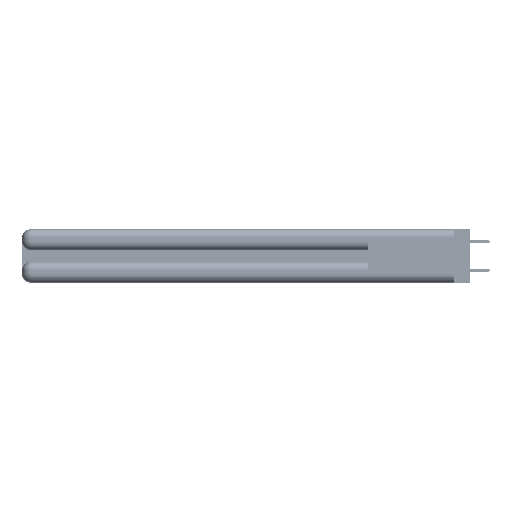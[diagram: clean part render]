
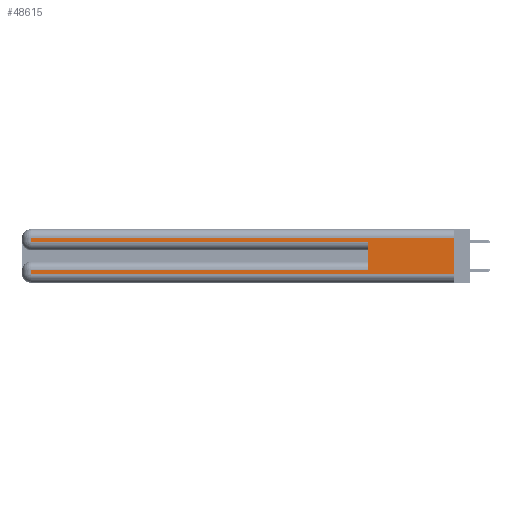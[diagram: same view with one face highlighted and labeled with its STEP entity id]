
A CAD part, left-side view. The second image highlights one B-rep face of the part: STEP entity #48615.
In plain terms, the highlighted planar face has unit normal (-1, 0, 0).
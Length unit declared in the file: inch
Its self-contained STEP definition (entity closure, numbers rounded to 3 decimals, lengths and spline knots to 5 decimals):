
#714 = VERTEX_POINT ( 'NONE', #7940 ) ;
#1344 = VERTEX_POINT ( 'NONE', #32717 ) ;
#1443 = DIRECTION ( 'NONE',  ( 0., 0., -1. ) ) ;
#1565 = VERTEX_POINT ( 'NONE', #50830 ) ;
#2714 = VERTEX_POINT ( 'NONE', #25610 ) ;
#4509 = CARTESIAN_POINT ( 'NONE',  ( 0., 0., 0.37 ) ) ;
#5230 = PLANE ( 'NONE',  #15423 ) ;
#5745 = VERTEX_POINT ( 'NONE', #12039 ) ;
#6449 = DIRECTION ( 'NONE',  ( 0., 0., -1. ) ) ;
#7940 = CARTESIAN_POINT ( 'NONE',  ( 0., 2.94, 0.06 ) ) ;
#9347 = VERTEX_POINT ( 'NONE', #10458 ) ;
#9501 = DIRECTION ( 'NONE',  ( 1., 0., 0. ) ) ;
#10092 = CARTESIAN_POINT ( 'NONE',  ( 0., 0.6, 0.145 ) ) ;
#10458 = CARTESIAN_POINT ( 'NONE',  ( 0., 0., 0.06 ) ) ;
#12039 = CARTESIAN_POINT ( 'NONE',  ( 0., 0.6, 0.285 ) ) ;
#12339 = LINE ( 'NONE', #50920, #54383 ) ;
#12694 = EDGE_CURVE ( 'NONE', #2714, #5745, #22497, .T. ) ;
#13266 = EDGE_CURVE ( 'NONE', #33106, #1565, #17169, .T. ) ;
#15035 = ORIENTED_EDGE ( 'NONE', *, *, #19765, .T. ) ;
#15423 = AXIS2_PLACEMENT_3D ( 'NONE', #26252, #9501, #38931 ) ;
#16516 = LINE ( 'NONE', #4509, #36208 ) ;
#17169 = LINE ( 'NONE', #32565, #36861 ) ;
#17486 = VERTEX_POINT ( 'NONE', #23886 ) ;
#17549 = DIRECTION ( 'NONE',  ( 0., -1., 0. ) ) ;
#19765 = EDGE_CURVE ( 'NONE', #17486, #1344, #36483, .T. ) ;
#20897 = DIRECTION ( 'NONE',  ( 0., -1., 0. ) ) ;
#22497 = LINE ( 'NONE', #37572, #30996 ) ;
#22828 = DIRECTION ( 'NONE',  ( 0., 1., 0. ) ) ;
#23886 = CARTESIAN_POINT ( 'NONE',  ( 0., 0., 0.31 ) ) ;
#25237 = ORIENTED_EDGE ( 'NONE', *, *, #27695, .T. ) ;
#25610 = CARTESIAN_POINT ( 'NONE',  ( 0., 2.94, 0.285 ) ) ;
#25751 = EDGE_CURVE ( 'NONE', #17486, #9347, #16516, .T. ) ;
#26252 = CARTESIAN_POINT ( 'NONE',  ( 0., 0., 0.37 ) ) ;
#26639 = EDGE_CURVE ( 'NONE', #1565, #714, #31513, .T. ) ;
#26768 = ORIENTED_EDGE ( 'NONE', *, *, #26639, .T. ) ;
#27141 = CARTESIAN_POINT ( 'NONE',  ( 0., 0.6, 0.085 ) ) ;
#27695 = EDGE_CURVE ( 'NONE', #714, #9347, #12339, .T. ) ;
#27983 = ORIENTED_EDGE ( 'NONE', *, *, #13266, .T. ) ;
#29752 = DIRECTION ( 'NONE',  ( 0., 0., -1. ) ) ;
#30432 = VECTOR ( 'NONE', #6449, 39.37008 ) ;
#30996 = VECTOR ( 'NONE', #20897, 39.37008 ) ;
#31147 = CARTESIAN_POINT ( 'NONE',  ( 0., 2.94, 0.37 ) ) ;
#31231 = CARTESIAN_POINT ( 'NONE',  ( 0., 0., 0.31 ) ) ;
#31513 = LINE ( 'NONE', #31147, #51202 ) ;
#31613 = VECTOR ( 'NONE', #43710, 39.37008 ) ;
#32418 = EDGE_CURVE ( 'NONE', #33106, #5745, #42756, .T. ) ;
#32565 = CARTESIAN_POINT ( 'NONE',  ( 0., 0., 0.085 ) ) ;
#32717 = CARTESIAN_POINT ( 'NONE',  ( 0., 2.94, 0.31 ) ) ;
#32742 = DIRECTION ( 'NONE',  ( 0., 1., 0. ) ) ;
#33106 = VERTEX_POINT ( 'NONE', #27141 ) ;
#36190 = FACE_OUTER_BOUND ( 'NONE', #53714, .T. ) ;
#36208 = VECTOR ( 'NONE', #29752, 39.37008 ) ;
#36483 = LINE ( 'NONE', #31231, #47619 ) ;
#36861 = VECTOR ( 'NONE', #32742, 39.37008 ) ;
#37572 = CARTESIAN_POINT ( 'NONE',  ( 0., 0., 0.285 ) ) ;
#38931 = DIRECTION ( 'NONE',  ( 0., 0., -1. ) ) ;
#40368 = ORIENTED_EDGE ( 'NONE', *, *, #25751, .F. ) ;
#41289 = ORIENTED_EDGE ( 'NONE', *, *, #32418, .F. ) ;
#41571 = LINE ( 'NONE', #48353, #30432 ) ;
#42756 = LINE ( 'NONE', #10092, #31613 ) ;
#43710 = DIRECTION ( 'NONE',  ( 0., 0., 1. ) ) ;
#47136 = EDGE_CURVE ( 'NONE', #1344, #2714, #41571, .T. ) ;
#47619 = VECTOR ( 'NONE', #22828, 39.37008 ) ;
#48353 = CARTESIAN_POINT ( 'NONE',  ( 0., 2.94, 0.37 ) ) ;
#48615 = ADVANCED_FACE ( 'NONE', ( #36190 ), #5230, .F. ) ;
#50830 = CARTESIAN_POINT ( 'NONE',  ( 0., 2.94, 0.085 ) ) ;
#50920 = CARTESIAN_POINT ( 'NONE',  ( 0., 0., 0.06 ) ) ;
#51202 = VECTOR ( 'NONE', #1443, 39.37008 ) ;
#51379 = ORIENTED_EDGE ( 'NONE', *, *, #12694, .T. ) ;
#53714 = EDGE_LOOP ( 'NONE', ( #40368, #15035, #54076, #51379, #41289, #27983, #26768, #25237 ) ) ;
#54076 = ORIENTED_EDGE ( 'NONE', *, *, #47136, .T. ) ;
#54383 = VECTOR ( 'NONE', #17549, 39.37008 ) ;
